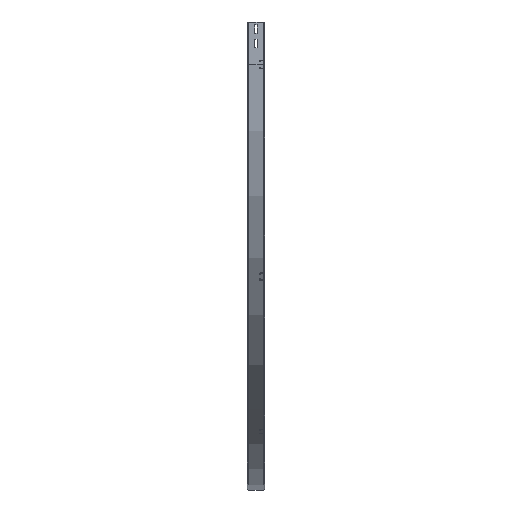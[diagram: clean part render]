
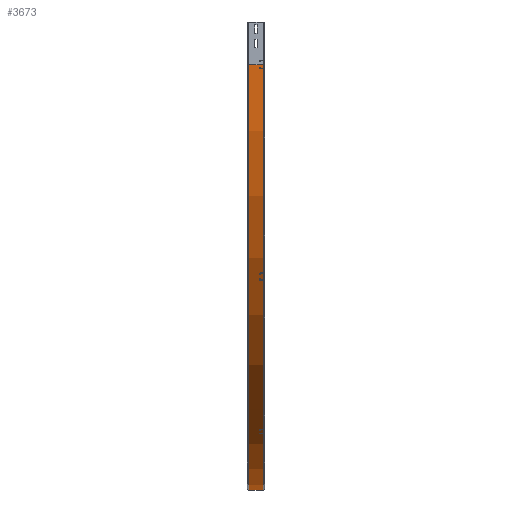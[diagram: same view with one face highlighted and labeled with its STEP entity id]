
A CAD part, left-side view. The second image highlights one B-rep face of the part: STEP entity #3673.
In plain terms, the highlighted cylindrical face has radius 1500 mm (diameter 3000 mm), a partial arc.
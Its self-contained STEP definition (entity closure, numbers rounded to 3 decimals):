
#160=CIRCLE('',#4031,1500.);
#162=CIRCLE('',#4034,1500.);
#215=CYLINDRICAL_SURFACE('',#4033,1500.);
#347=FACE_OUTER_BOUND('',#577,.T.);
#577=EDGE_LOOP('',(#2897,#2898,#2899,#2900));
#890=LINE('',#5723,#1310);
#917=LINE('',#5816,#1337);
#1310=VECTOR('',#4658,10.);
#1337=VECTOR('',#4765,10.);
#1685=VERTEX_POINT('',#5716);
#1687=VERTEX_POINT('',#5722);
#1712=VERTEX_POINT('',#5810);
#1713=VERTEX_POINT('',#5814);
#2084=EDGE_CURVE('',#1685,#1687,#890,.T.);
#2128=EDGE_CURVE('',#1712,#1685,#160,.T.);
#2130=EDGE_CURVE('',#1713,#1687,#162,.T.);
#2131=EDGE_CURVE('',#1713,#1712,#917,.T.);
#2897=ORIENTED_EDGE('',*,*,#2084,.T.);
#2898=ORIENTED_EDGE('',*,*,#2130,.F.);
#2899=ORIENTED_EDGE('',*,*,#2131,.T.);
#2900=ORIENTED_EDGE('',*,*,#2128,.T.);
#3673=ADVANCED_FACE('',(#347),#215,.T.);
#4031=AXIS2_PLACEMENT_3D('',#5811,#4757,#4758);
#4033=AXIS2_PLACEMENT_3D('',#5813,#4761,#4762);
#4034=AXIS2_PLACEMENT_3D('',#5815,#4763,#4764);
#4658=DIRECTION('',(0.,-1.,0.));
#4757=DIRECTION('center_axis',(0.,-1.,0.));
#4758=DIRECTION('ref_axis',(-1.,0.,0.));
#4761=DIRECTION('center_axis',(0.,-1.,0.));
#4762=DIRECTION('ref_axis',(-1.,0.,0.));
#4763=DIRECTION('center_axis',(0.,-1.,0.));
#4764=DIRECTION('ref_axis',(-1.,0.,0.));
#4765=DIRECTION('',(0.,1.,0.));
#5716=CARTESIAN_POINT('',(1469.,56.,-1500.));
#5722=CARTESIAN_POINT('',(1469.,4.,-1500.));
#5723=CARTESIAN_POINT('',(1469.,56.,-1500.));
#5810=CARTESIAN_POINT('',(-31.,56.,0.));
#5811=CARTESIAN_POINT('Origin',(1469.,56.,0.));
#5813=CARTESIAN_POINT('Origin',(1469.,25.911,0.));
#5814=CARTESIAN_POINT('',(-31.,4.,0.));
#5815=CARTESIAN_POINT('Origin',(1469.,4.,0.));
#5816=CARTESIAN_POINT('',(-31.,69.048,0.));
